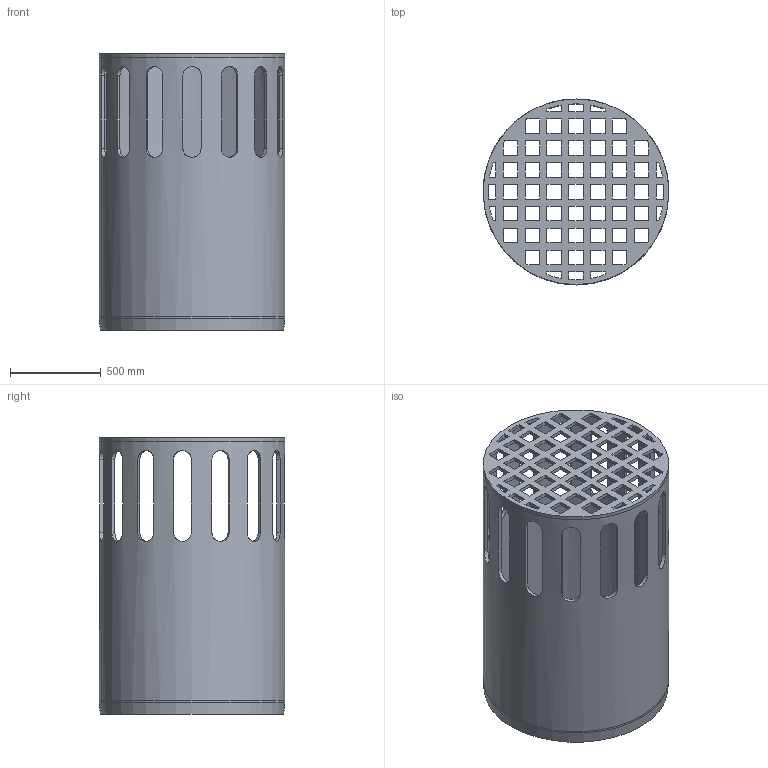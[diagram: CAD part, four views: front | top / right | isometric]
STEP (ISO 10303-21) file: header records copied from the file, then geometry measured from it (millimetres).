
FILE_DESCRIPTION(/* description */ (''),/* implementation_level */ '2;1');
FILE_NAME(/* name */ '13217.100X_3D.stp',/* time_stamp */ '2024-12-11T14:43:54+01:00',/* author */ ('CAD'),/* organization */ (''),/* preprocessor_version */ 'ST-DEVELOPER v20',/* originating_system */ 'AutoCAD Mechanical',/* authorisation */ '');
FILE_SCHEMA (('AUTOMOTIVE_DESIGN { 1 0 10303 214 3 1 1 }'));
Length unit declared in the file: centimetre
Products named in the file (2): Product; *S0
Assembly tree (1 placements, depth 2):
  Product
    *S0
Bounding box: 1020 x 1020 x 1520 mm (x, y, z)
Volume: 89781365.8 mm3; surface area: 9843657.8 mm2
Topology: 2 solids, 2 shells, 307 faces, 906 edges, 602 vertices
Faces by surface type: plane 249, cylinder 53, cone 3, torus 2
Full cylindrical faces by diameter (mm): 980 x1, 1020 x2
Entity records: 12258 total; most frequent: CARTESIAN_POINT 3798, ORIENTED_EDGE 1812, DIRECTION 1518, EDGE_CURVE 906, LINE 794, VECTOR 794, VERTEX_POINT 602, EDGE_LOOP 452
